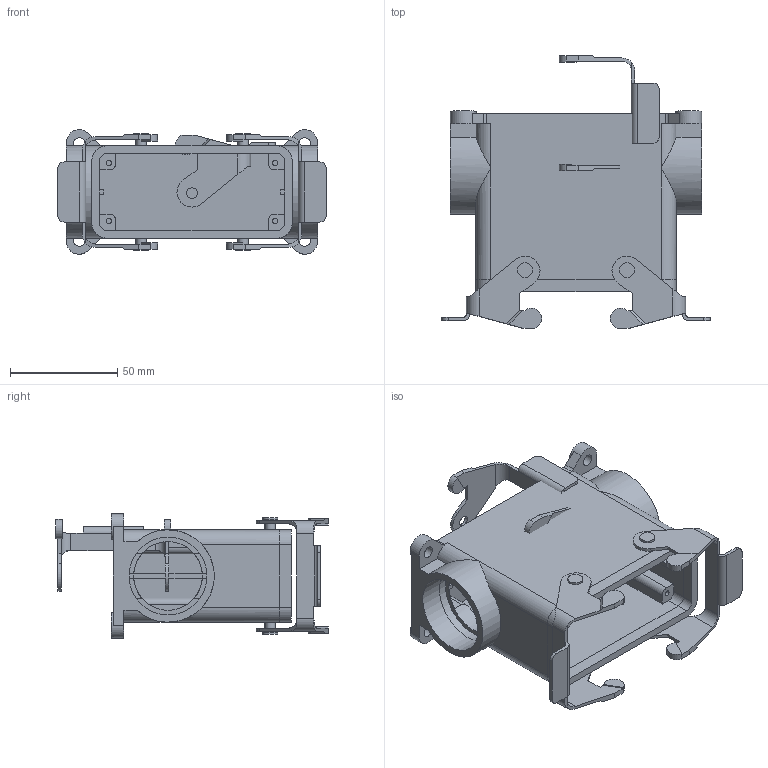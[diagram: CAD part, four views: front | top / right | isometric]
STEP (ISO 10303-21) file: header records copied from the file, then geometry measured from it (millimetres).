
FILE_DESCRIPTION( ( 'Unknown' ), '1' );
FILE_NAME( 'H_B_16_SGRH_29_ASM_C.stp', 'Unknown', ( 'Unknown' ), ( 'Unknown' ), 'PSStep 11.0', 'Unknown', ' ' );
FILE_SCHEMA( ( 'AUTOMOTIVE_DESIGN { 1 0 10303 214 1 1 1 1 }' ) );
Length unit declared in the file: millimetre
Products named in the file (3): Assem1; H_B_16_SGRH_29_C; H_B_10_QB_C
Bounding box: 125.1 x 126.85 x 58 mm (x, y, z)
Volume: 252190.9 mm3; surface area: 127701.4 mm2
Topology: 5 solids, 5 shells, 416 faces, 1098 edges, 722 vertices
Faces by surface type: plane 262, cylinder 154
Full cylindrical faces by diameter (mm): 2.459 x8, 4.9 x8, 5 x6, 5.5 x8, 7 x8, 12 x8, 22.4 x2, 32 x2, 36.24 x4
Entity records: 7214 total; most frequent: CARTESIAN_POINT 1188, DIRECTION 948, ORIENTED_EDGE 890, EDGE_CURVE 445, AXIS2_PLACEMENT_3D 328, VERTEX_POINT 306, LINE 292, VECTOR 292
